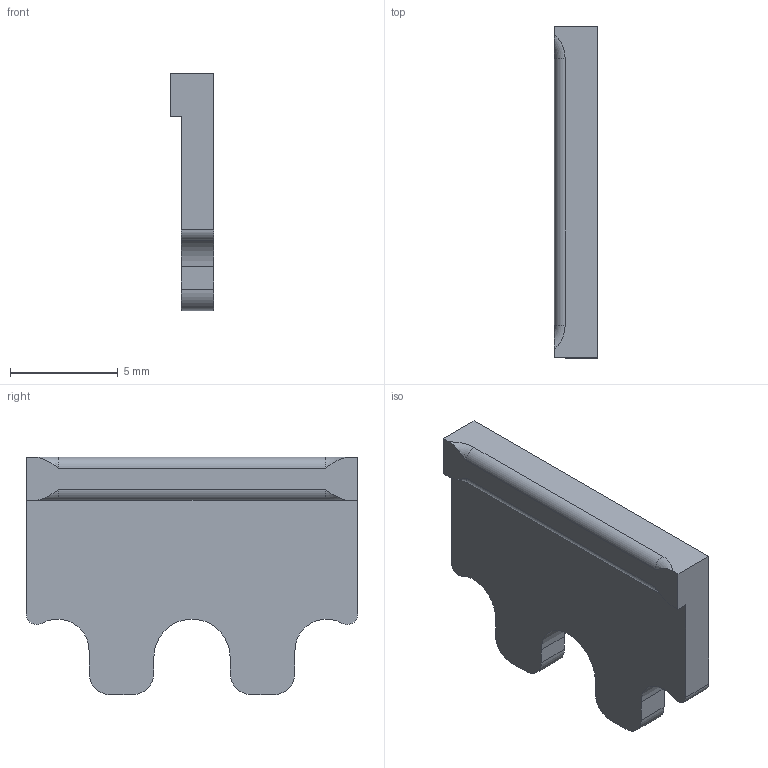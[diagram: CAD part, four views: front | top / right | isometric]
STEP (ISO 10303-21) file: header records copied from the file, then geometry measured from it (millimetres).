
FILE_DESCRIPTION (( 'STEP AP214' ), '1' );
FILE_NAME ('motor_holder_g.STEP', '2023-07-17T10:47:55', ( '' ), ( '' ), 'SwSTEP 2.0', 'SolidWorks 2022', '' );
FILE_SCHEMA (( 'AUTOMOTIVE_DESIGN' ));
Length unit declared in the file: millimetre
Products named in the file (1): motor_holder_g
Bounding box: 2 x 15.36 x 11 mm (x, y, z)
Volume: 221.4 mm3; surface area: 370.8 mm2
Topology: 1 solids, 1 shells, 29 faces, 79 edges, 52 vertices
Faces by surface type: plane 14, cylinder 11, torus 4
Entity records: 981 total; most frequent: CARTESIAN_POINT 193, DIRECTION 161, ORIENTED_EDGE 158, EDGE_CURVE 79, AXIS2_PLACEMENT_3D 56, VERTEX_POINT 52, VECTOR 49, LINE 49
